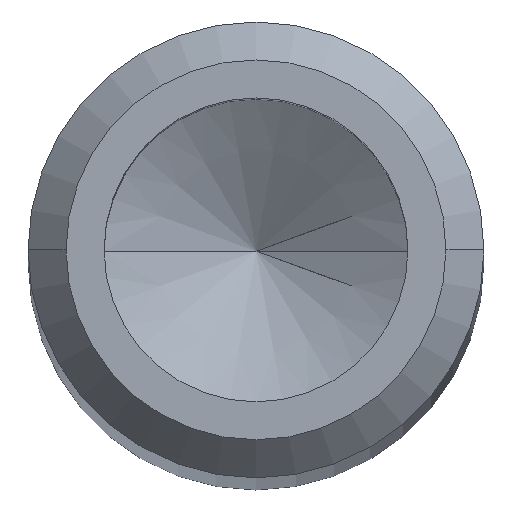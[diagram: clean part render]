
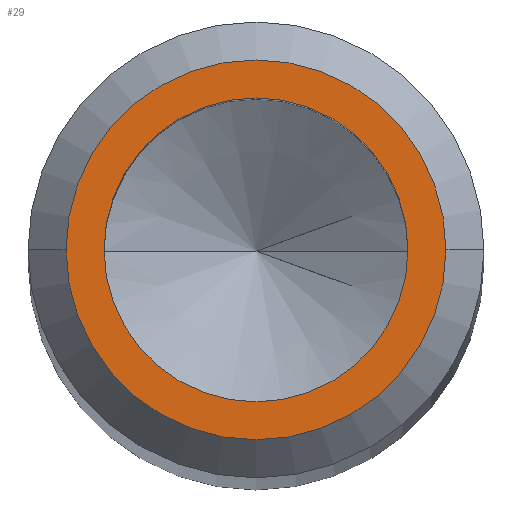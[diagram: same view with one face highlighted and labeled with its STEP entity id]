
A CAD part, top view. The second image highlights one B-rep face of the part: STEP entity #29.
In plain terms, the highlighted planar face has unit normal (0, 0, 1).
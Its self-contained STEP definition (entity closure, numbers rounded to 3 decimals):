
#5 = AXIS2_PLACEMENT_3D ( 'NONE', #195, #191, #160 ) ;
#10 = VERTEX_POINT ( 'NONE', #140 ) ;
#14 = PLANE ( 'NONE',  #5 ) ;
#15 = EDGE_LOOP ( 'NONE', ( #63, #211 ) ) ;
#27 = ORIENTED_EDGE ( 'NONE', *, *, #93, .F. ) ;
#29 = ADVANCED_FACE ( 'NONE', ( #296, #58 ), #14, .T. ) ;
#38 = CARTESIAN_POINT ( 'NONE',  ( 0., 0., 185. ) ) ;
#43 = AXIS2_PLACEMENT_3D ( 'NONE', #240, #114, #221 ) ;
#58 = FACE_OUTER_BOUND ( 'NONE', #15, .T. ) ;
#63 = ORIENTED_EDGE ( 'NONE', *, *, #256, .T. ) ;
#64 = CIRCLE ( 'NONE', #259, 5. ) ;
#66 = DIRECTION ( 'NONE',  ( 1., 0., 0. ) ) ;
#71 = DIRECTION ( 'NONE',  ( 0., 0., 1. ) ) ;
#87 = CARTESIAN_POINT ( 'NONE',  ( 0., 0., 185. ) ) ;
#90 = EDGE_CURVE ( 'NONE', #101, #10, #253, .T. ) ;
#93 = EDGE_CURVE ( 'NONE', #10, #101, #203, .T. ) ;
#101 = VERTEX_POINT ( 'NONE', #190 ) ;
#103 = EDGE_CURVE ( 'NONE', #268, #312, #64, .T. ) ;
#114 = DIRECTION ( 'NONE',  ( 0., 0., 1. ) ) ;
#120 = CARTESIAN_POINT ( 'NONE',  ( -5., 0., 185. ) ) ;
#131 = AXIS2_PLACEMENT_3D ( 'NONE', #217, #322, #66 ) ;
#140 = CARTESIAN_POINT ( 'NONE',  ( -4., 0., 185. ) ) ;
#160 = DIRECTION ( 'NONE',  ( 1., 0., 0. ) ) ;
#167 = ORIENTED_EDGE ( 'NONE', *, *, #90, .F. ) ;
#174 = CARTESIAN_POINT ( 'NONE',  ( 5., 0., 185. ) ) ;
#190 = CARTESIAN_POINT ( 'NONE',  ( 4., 0., 185. ) ) ;
#191 = DIRECTION ( 'NONE',  ( 0., 0., 1. ) ) ;
#195 = CARTESIAN_POINT ( 'NONE',  ( 0., 0., 185. ) ) ;
#203 = CIRCLE ( 'NONE', #131, 4. ) ;
#211 = ORIENTED_EDGE ( 'NONE', *, *, #103, .T. ) ;
#217 = CARTESIAN_POINT ( 'NONE',  ( 0., 0., 185. ) ) ;
#221 = DIRECTION ( 'NONE',  ( 1., 0., 0. ) ) ;
#240 = CARTESIAN_POINT ( 'NONE',  ( 0., 0., 185. ) ) ;
#253 = CIRCLE ( 'NONE', #43, 4. ) ;
#255 = CIRCLE ( 'NONE', #295, 5. ) ;
#256 = EDGE_CURVE ( 'NONE', #312, #268, #255, .T. ) ;
#259 = AXIS2_PLACEMENT_3D ( 'NONE', #87, #298, #275 ) ;
#265 = EDGE_LOOP ( 'NONE', ( #167, #27 ) ) ;
#268 = VERTEX_POINT ( 'NONE', #174 ) ;
#275 = DIRECTION ( 'NONE',  ( 1., 0., 0. ) ) ;
#295 = AXIS2_PLACEMENT_3D ( 'NONE', #38, #71, #299 ) ;
#296 = FACE_BOUND ( 'NONE', #265, .T. ) ;
#298 = DIRECTION ( 'NONE',  ( 0., 0., 1. ) ) ;
#299 = DIRECTION ( 'NONE',  ( 1., 0., 0. ) ) ;
#312 = VERTEX_POINT ( 'NONE', #120 ) ;
#322 = DIRECTION ( 'NONE',  ( 0., 0., 1. ) ) ;
